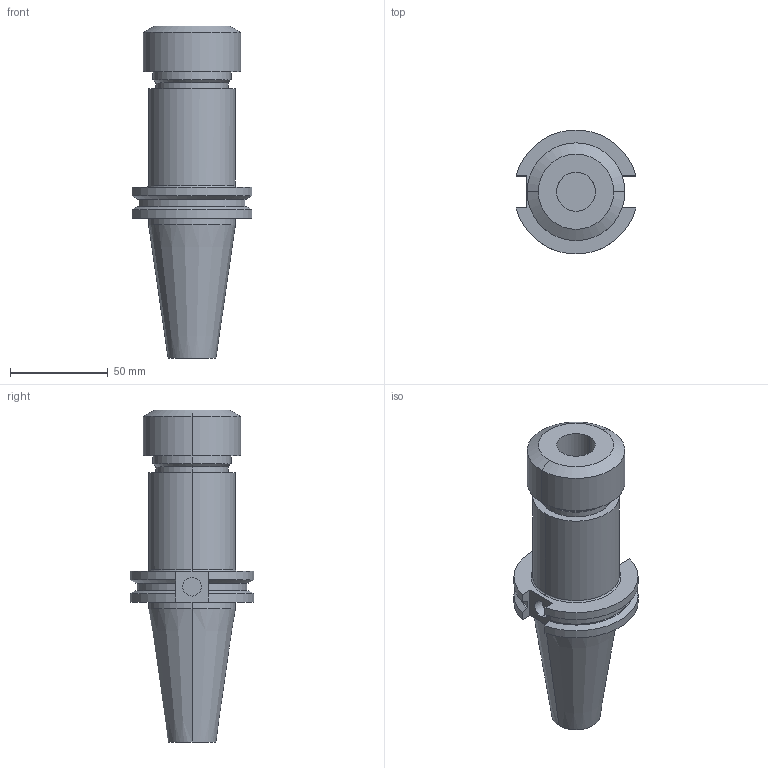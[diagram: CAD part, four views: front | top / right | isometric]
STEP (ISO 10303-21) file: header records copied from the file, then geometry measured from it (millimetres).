
FILE_DESCRIPTION (( 'STEP AP203' ), '1' );
FILE_NAME ('STP-5031-110-032-102-2(S2-22255).STEP', '2021-06-23T05:43:50', ( '' ), ( '' ), 'SwSTEP 2.0', 'SolidWorks 2017', '' );
FILE_SCHEMA (( 'CONFIG_CONTROL_DESIGN' ));
Length unit declared in the file: millimetre
Products named in the file (1): STP-5031-110-032-102-2(S2-22255)
Bounding box: 61.35 x 63.26 x 169.85 mm (x, y, z)
Volume: 226643.8 mm3; surface area: 34405.5 mm2
Topology: 1 solids, 1 shells, 61 faces, 143 edges, 90 vertices
Faces by surface type: cylinder 26, plane 20, cone 12, torus 2, bspline 1
Entity records: 1872 total; most frequent: CARTESIAN_POINT 368, DIRECTION 318, ORIENTED_EDGE 282, EDGE_CURVE 141, AXIS2_PLACEMENT_3D 126, VERTEX_POINT 90, EDGE_LOOP 69, LINE 66
